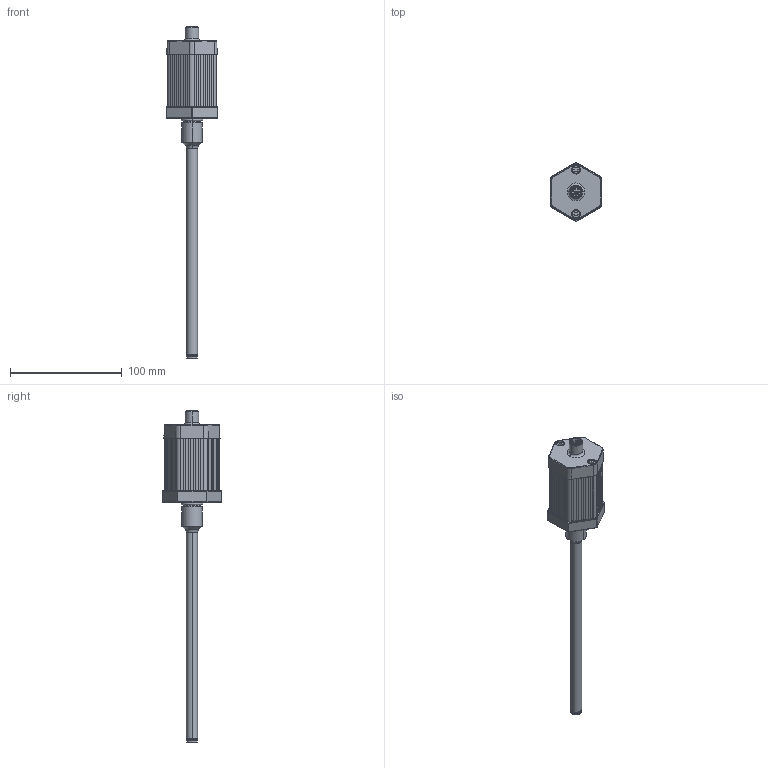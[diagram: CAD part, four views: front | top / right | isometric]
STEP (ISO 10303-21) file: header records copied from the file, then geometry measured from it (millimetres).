
FILE_DESCRIPTION (( 'STEP AP214' ), '1' );
FILE_NAME ('TH1-0100-104-___-102.STEP', '2014-07-09T12:53:55', ( 'dummy' ), ( 'Microsoft' ), 'SwSTEP 2.0', 'SolidWorks 2013', '' );
FILE_SCHEMA (( 'AUTOMOTIVE_DESIGN' ));
Length unit declared in the file: millimetre
Products named in the file (1): TH1-0100-104-___-102
Bounding box: 46 x 52.96 x 297.5 mm (x, y, z)
Surface area: 25299.7 mm2 (no closed solid volume)
Topology: 0 solids, 61 shells, 481 faces, 2719 edges, 2271 vertices
Faces by surface type: plane 274, cylinder 104, torus 50, bspline 27, cone 20, sphere 6
Entity records: 37296 total; most frequent: CARTESIAN_POINT 13221, ORIENTED_EDGE 3380, DIRECTION 3146, EDGE_CURVE 2716, VERTEX_POINT 2270, LINE 1532, VECTOR 1532, B_SPLINE_CURVE_WITH_KNOTS 820
